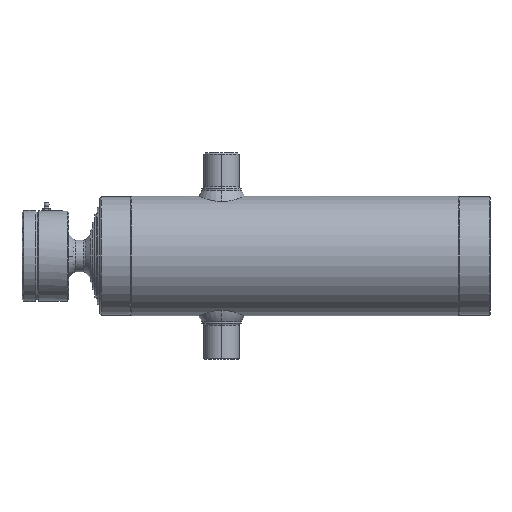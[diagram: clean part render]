
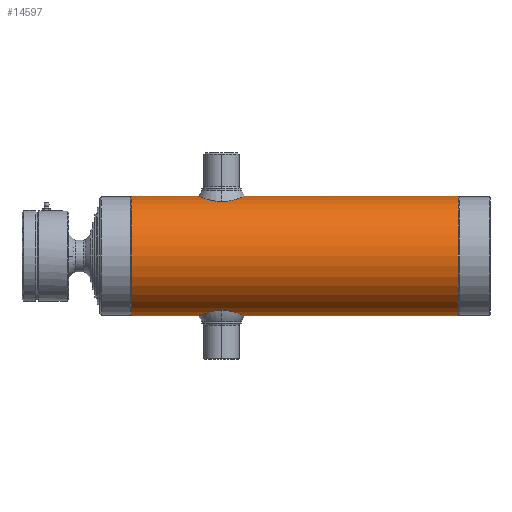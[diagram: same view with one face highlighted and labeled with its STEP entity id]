
A CAD part, left-side view. The second image highlights one B-rep face of the part: STEP entity #14597.
In plain terms, the highlighted cylindrical face has radius 75.75 mm (diameter 151.5 mm), a partial arc.
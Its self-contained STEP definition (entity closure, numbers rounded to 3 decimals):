
#739 = EDGE_CURVE ( 'NONE', #2349, #26221, #27079, .T. ) ;
#757 = ORIENTED_EDGE ( 'NONE', *, *, #9239, .T. ) ;
#1434 = CARTESIAN_POINT ( 'NONE',  ( -3.662, 343.769, 75.662 ) ) ;
#1512 = CARTESIAN_POINT ( 'NONE',  ( -5.208, 335.995, 75.571 ) ) ;
#1596 = CARTESIAN_POINT ( 'NONE',  ( 0., 333., 75.75 ) ) ;
#2349 = VERTEX_POINT ( 'NONE', #22717 ) ;
#2752 = CARTESIAN_POINT ( 'NONE',  ( 0., 333., 75.75 ) ) ;
#3091 = LINE ( 'NONE', #8542, #19593 ) ;
#3399 = CARTESIAN_POINT ( 'NONE',  ( -0.392, 345., 75.75 ) ) ;
#3561 = CARTESIAN_POINT ( 'NONE',  ( -4.518, 342.967, 75.616 ) ) ;
#3656 = CARTESIAN_POINT ( 'NONE',  ( -4.52, 335.035, 75.616 ) ) ;
#4205 = CIRCLE ( 'NONE', #26931, 75.75 ) ;
#4332 = EDGE_CURVE ( 'NONE', #2349, #22153, #23609, .T. ) ;
#4423 = ORIENTED_EDGE ( 'NONE', *, *, #4332, .F. ) ;
#4444 = DIRECTION ( 'NONE',  ( 0., 1., 0. ) ) ;
#4579 = B_SPLINE_CURVE_WITH_KNOTS ( 'NONE', 3,
 ( #20738, #18569, #23040, #10112, #25220, #12285, #27384, #14436, #1512, #16582, #3656, #18743, #5861, #20912, #8028, #23130, #10202, #25313, #12375, #27474, #14534, #1596 ),
 .UNSPECIFIED., .F., .F.,
 ( 4, 2, 2, 2, 2, 2, 2, 2, 2, 2, 4 ),
 ( 0.028, 0.029, 0.03, 0.03, 0.032, 0.033, 0.034, 0.035, 0.035, 0.036, 0.038 ),
 .UNSPECIFIED. ) ;
#5000 = ORIENTED_EDGE ( 'NONE', *, *, #21467, .F. ) ;
#5705 = VECTOR ( 'NONE', #18389, 1000. ) ;
#5783 = CARTESIAN_POINT ( 'NONE',  ( -5.207, 342.006, 75.571 ) ) ;
#5861 = CARTESIAN_POINT ( 'NONE',  ( -3.666, 334.234, 75.662 ) ) ;
#5912 = CARTESIAN_POINT ( 'NONE',  ( 0., 453., 75.75 ) ) ;
#6132 = VERTEX_POINT ( 'NONE', #2752 ) ;
#6441 = EDGE_CURVE ( 'NONE', #16377, #6132, #4579, .T. ) ;
#7054 = ORIENTED_EDGE ( 'NONE', *, *, #14282, .F. ) ;
#7580 = DIRECTION ( 'NONE',  ( 0., 1., 0. ) ) ;
#7856 = CARTESIAN_POINT ( 'NONE',  ( -1.362, 344.847, 75.738 ) ) ;
#7942 = CARTESIAN_POINT ( 'NONE',  ( -5.618, 341.117, 75.541 ) ) ;
#8028 = CARTESIAN_POINT ( 'NONE',  ( -3.005, 333.803, 75.691 ) ) ;
#8061 = EDGE_LOOP ( 'NONE', ( #4423, #15910, #757, #23710, #5000, #10744, #7054 ) ) ;
#8068 = VERTEX_POINT ( 'NONE', #5912 ) ;
#8542 = CARTESIAN_POINT ( 'NONE',  ( 0., 522.61, 75.75 ) ) ;
#9037 = LINE ( 'NONE', #17352, #20492 ) ;
#9239 = EDGE_CURVE ( 'NONE', #26221, #6132, #3091, .T. ) ;
#9713 = CARTESIAN_POINT ( 'NONE',  ( 0., 522.61, 0. ) ) ;
#10014 = CARTESIAN_POINT ( 'NONE',  ( -1.931, 344.684, 75.726 ) ) ;
#10112 = CARTESIAN_POINT ( 'NONE',  ( -5.847, 337.639, 75.524 ) ) ;
#10114 = CARTESIAN_POINT ( 'NONE',  ( -5.799, 340.552, 75.528 ) ) ;
#10202 = CARTESIAN_POINT ( 'NONE',  ( -2.482, 333.534, 75.71 ) ) ;
#10285 = FACE_OUTER_BOUND ( 'NONE', #8061, .T. ) ;
#10744 = ORIENTED_EDGE ( 'NONE', *, *, #19315, .T. ) ;
#11879 = DIRECTION ( 'NONE',  ( 0., 1., 0. ) ) ;
#12125 = CARTESIAN_POINT ( 'NONE',  ( -6., 339., 75.512 ) ) ;
#12201 = CARTESIAN_POINT ( 'NONE',  ( -2.653, 344.385, 75.704 ) ) ;
#12285 = CARTESIAN_POINT ( 'NONE',  ( -5.685, 337.072, 75.536 ) ) ;
#12286 = CARTESIAN_POINT ( 'NONE',  ( -5.961, 339.786, 75.515 ) ) ;
#12375 = CARTESIAN_POINT ( 'NONE',  ( -1.564, 333.194, 75.735 ) ) ;
#13444 = B_SPLINE_CURVE_WITH_KNOTS ( 'NONE', 3,
 ( #14189, #3399, #20742, #7856, #22950, #10014, #25136, #12201, #27287, #14350, #1434, #16490, #3561, #18647, #5783, #20818, #7942, #23042, #10114, #25221, #12286, #27385, #14438 ),
 .UNSPECIFIED., .F., .F.,
 ( 4, 2, 2, 1, 2, 2, 2, 2, 2, 2, 2, 4 ),
 ( 0.019, 0.02, 0.021, 0.021, 0.022, 0.022, 0.023, 0.025, 0.026, 0.026, 0.027, 0.028 ),
 .UNSPECIFIED. ) ;
#13788 = AXIS2_PLACEMENT_3D ( 'NONE', #24795, #11879, #26949 ) ;
#14189 = CARTESIAN_POINT ( 'NONE',  ( 0., 345., 75.75 ) ) ;
#14282 = EDGE_CURVE ( 'NONE', #22153, #8068, #4205, .T. ) ;
#14350 = CARTESIAN_POINT ( 'NONE',  ( -3.17, 344.098, 75.684 ) ) ;
#14436 = CARTESIAN_POINT ( 'NONE',  ( -5.392, 336.34, 75.558 ) ) ;
#14438 = CARTESIAN_POINT ( 'NONE',  ( -6., 339., 75.512 ) ) ;
#14534 = CARTESIAN_POINT ( 'NONE',  ( -0.396, 333., 75.75 ) ) ;
#14597 = ADVANCED_FACE ( 'NONE', ( #10285 ), #26850, .T. ) ;
#14638 = VERTEX_POINT ( 'NONE', #27352 ) ;
#15910 = ORIENTED_EDGE ( 'NONE', *, *, #739, .T. ) ;
#16377 = VERTEX_POINT ( 'NONE', #12125 ) ;
#16490 = CARTESIAN_POINT ( 'NONE',  ( -3.965, 343.521, 75.647 ) ) ;
#16582 = CARTESIAN_POINT ( 'NONE',  ( -4.774, 335.344, 75.6 ) ) ;
#17352 = CARTESIAN_POINT ( 'NONE',  ( 0., 522.61, 75.75 ) ) ;
#17880 = CARTESIAN_POINT ( 'NONE',  ( 0., 40., 75.75 ) ) ;
#18389 = DIRECTION ( 'NONE',  ( 0., 1., 0. ) ) ;
#18569 = CARTESIAN_POINT ( 'NONE',  ( -6., 338.604, 75.512 ) ) ;
#18577 = AXIS2_PLACEMENT_3D ( 'NONE', #9713, #22913, #27257 ) ;
#18647 = CARTESIAN_POINT ( 'NONE',  ( -4.772, 342.659, 75.6 ) ) ;
#18743 = CARTESIAN_POINT ( 'NONE',  ( -3.967, 334.482, 75.647 ) ) ;
#19218 = CARTESIAN_POINT ( 'NONE',  ( 0., 453., -75.75 ) ) ;
#19315 = EDGE_CURVE ( 'NONE', #14638, #8068, #9037, .T. ) ;
#19593 = VECTOR ( 'NONE', #23660, 1000. ) ;
#20464 = CARTESIAN_POINT ( 'NONE',  ( 0., 453., 0. ) ) ;
#20492 = VECTOR ( 'NONE', #4444, 1000. ) ;
#20738 = CARTESIAN_POINT ( 'NONE',  ( -6., 339., 75.512 ) ) ;
#20742 = CARTESIAN_POINT ( 'NONE',  ( -0.781, 344.962, 75.747 ) ) ;
#20818 = CARTESIAN_POINT ( 'NONE',  ( -5.392, 341.662, 75.558 ) ) ;
#20912 = CARTESIAN_POINT ( 'NONE',  ( -3.175, 333.905, 75.684 ) ) ;
#21467 = EDGE_CURVE ( 'NONE', #14638, #16377, #13444, .T. ) ;
#22153 = VERTEX_POINT ( 'NONE', #19218 ) ;
#22677 = DIRECTION ( 'NONE',  ( 0., 0., 1. ) ) ;
#22717 = CARTESIAN_POINT ( 'NONE',  ( 0., 40., -75.75 ) ) ;
#22913 = DIRECTION ( 'NONE',  ( 0., 1., 0. ) ) ;
#22950 = CARTESIAN_POINT ( 'NONE',  ( -1.555, 344.798, 75.734 ) ) ;
#23040 = CARTESIAN_POINT ( 'NONE',  ( -5.961, 338.214, 75.515 ) ) ;
#23042 = CARTESIAN_POINT ( 'NONE',  ( -5.685, 340.929, 75.536 ) ) ;
#23130 = CARTESIAN_POINT ( 'NONE',  ( -2.658, 333.617, 75.704 ) ) ;
#23609 = LINE ( 'NONE', #27043, #5705 ) ;
#23660 = DIRECTION ( 'NONE',  ( 0., 1., 0. ) ) ;
#23710 = ORIENTED_EDGE ( 'NONE', *, *, #6441, .F. ) ;
#24795 = CARTESIAN_POINT ( 'NONE',  ( 0., 40., 0. ) ) ;
#25136 = CARTESIAN_POINT ( 'NONE',  ( -2.3, 344.552, 75.716 ) ) ;
#25220 = CARTESIAN_POINT ( 'NONE',  ( -5.799, 337.449, 75.528 ) ) ;
#25221 = CARTESIAN_POINT ( 'NONE',  ( -5.847, 340.362, 75.524 ) ) ;
#25313 = CARTESIAN_POINT ( 'NONE',  ( -1.941, 333.309, 75.726 ) ) ;
#26221 = VERTEX_POINT ( 'NONE', #17880 ) ;
#26850 = CYLINDRICAL_SURFACE ( 'NONE', #18577, 75.75 ) ;
#26931 = AXIS2_PLACEMENT_3D ( 'NONE', #20464, #7580, #22677 ) ;
#26949 = DIRECTION ( 'NONE',  ( 0., 0., 1. ) ) ;
#27043 = CARTESIAN_POINT ( 'NONE',  ( 0., 522.61, -75.75 ) ) ;
#27079 = CIRCLE ( 'NONE', #13788, 75.75 ) ;
#27257 = DIRECTION ( 'NONE',  ( 0., 0., 1. ) ) ;
#27287 = CARTESIAN_POINT ( 'NONE',  ( -3., 344.2, 75.691 ) ) ;
#27352 = CARTESIAN_POINT ( 'NONE',  ( 0., 345., 75.75 ) ) ;
#27384 = CARTESIAN_POINT ( 'NONE',  ( -5.618, 336.885, 75.541 ) ) ;
#27385 = CARTESIAN_POINT ( 'NONE',  ( -6., 339.396, 75.512 ) ) ;
#27474 = CARTESIAN_POINT ( 'NONE',  ( -0.788, 333.039, 75.747 ) ) ;
